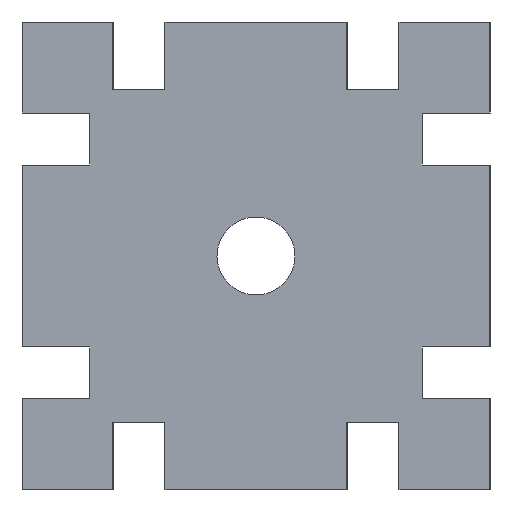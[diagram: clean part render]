
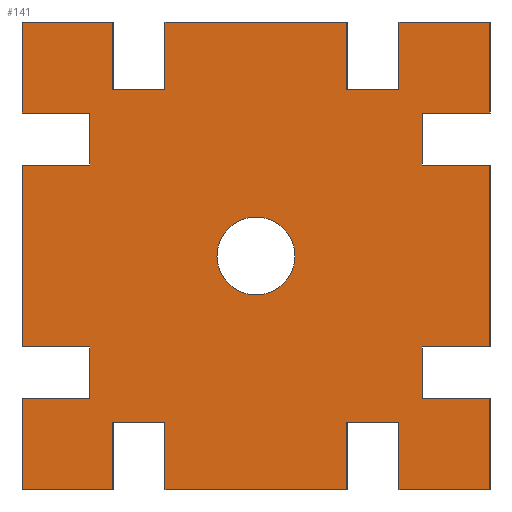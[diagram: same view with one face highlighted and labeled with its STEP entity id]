
A CAD part, left-side view. The second image highlights one B-rep face of the part: STEP entity #141.
In plain terms, the highlighted planar face has unit normal (-1, 0, 0).
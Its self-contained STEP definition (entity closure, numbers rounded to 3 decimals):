
#141=ADVANCED_FACE('',(#277,#278),#279,.F.);
#277=FACE_BOUND('',#407,.T.);
#278=FACE_OUTER_BOUND('',#408,.T.);
#279=PLANE('',#409);
#407=EDGE_LOOP('',(#721,#722));
#408=EDGE_LOOP('',(#723,#724,#725,#726,#727,#728,#729,#730,#731,#732,#733,#734,#735,#736,#737,#738,#739,#740,#741,#742,#743,#744,#745,#746,#747,#748,#749,#750,#751,#752,#753,#754,#755,#756,#757,#758));
#409=AXIS2_PLACEMENT_3D('',#759,#760,#761);
#721=ORIENTED_EDGE('',*,*,#809,.T.);
#722=ORIENTED_EDGE('',*,*,#811,.T.);
#723=ORIENTED_EDGE('',*,*,#956,.F.);
#724=ORIENTED_EDGE('',*,*,#816,.F.);
#725=ORIENTED_EDGE('',*,*,#821,.F.);
#726=ORIENTED_EDGE('',*,*,#825,.F.);
#727=ORIENTED_EDGE('',*,*,#829,.F.);
#728=ORIENTED_EDGE('',*,*,#833,.F.);
#729=ORIENTED_EDGE('',*,*,#837,.F.);
#730=ORIENTED_EDGE('',*,*,#841,.F.);
#731=ORIENTED_EDGE('',*,*,#845,.F.);
#732=ORIENTED_EDGE('',*,*,#849,.F.);
#733=ORIENTED_EDGE('',*,*,#853,.F.);
#734=ORIENTED_EDGE('',*,*,#857,.F.);
#735=ORIENTED_EDGE('',*,*,#861,.F.);
#736=ORIENTED_EDGE('',*,*,#865,.F.);
#737=ORIENTED_EDGE('',*,*,#869,.F.);
#738=ORIENTED_EDGE('',*,*,#873,.F.);
#739=ORIENTED_EDGE('',*,*,#877,.F.);
#740=ORIENTED_EDGE('',*,*,#881,.F.);
#741=ORIENTED_EDGE('',*,*,#885,.F.);
#742=ORIENTED_EDGE('',*,*,#889,.F.);
#743=ORIENTED_EDGE('',*,*,#893,.F.);
#744=ORIENTED_EDGE('',*,*,#897,.F.);
#745=ORIENTED_EDGE('',*,*,#901,.F.);
#746=ORIENTED_EDGE('',*,*,#905,.F.);
#747=ORIENTED_EDGE('',*,*,#909,.F.);
#748=ORIENTED_EDGE('',*,*,#913,.F.);
#749=ORIENTED_EDGE('',*,*,#917,.F.);
#750=ORIENTED_EDGE('',*,*,#921,.F.);
#751=ORIENTED_EDGE('',*,*,#925,.F.);
#752=ORIENTED_EDGE('',*,*,#929,.F.);
#753=ORIENTED_EDGE('',*,*,#933,.F.);
#754=ORIENTED_EDGE('',*,*,#937,.F.);
#755=ORIENTED_EDGE('',*,*,#941,.F.);
#756=ORIENTED_EDGE('',*,*,#945,.F.);
#757=ORIENTED_EDGE('',*,*,#949,.F.);
#758=ORIENTED_EDGE('',*,*,#953,.F.);
#759=CARTESIAN_POINT('',(0.0,0.,0.0));
#760=DIRECTION('',(1.0,0.0,0.0));
#761=DIRECTION('',(0.0,0.0,-1.0));
#809=EDGE_CURVE('',#962,#966,#968,.T.);
#811=EDGE_CURVE('',#966,#962,#970,.T.);
#816=EDGE_CURVE('',#976,#978,#979,.T.);
#821=EDGE_CURVE('',#984,#976,#986,.T.);
#825=EDGE_CURVE('',#990,#984,#992,.T.);
#829=EDGE_CURVE('',#996,#990,#998,.T.);
#833=EDGE_CURVE('',#1002,#996,#1004,.T.);
#837=EDGE_CURVE('',#1008,#1002,#1010,.T.);
#841=EDGE_CURVE('',#1014,#1008,#1016,.T.);
#845=EDGE_CURVE('',#1020,#1014,#1022,.T.);
#849=EDGE_CURVE('',#1026,#1020,#1028,.T.);
#853=EDGE_CURVE('',#1032,#1026,#1034,.T.);
#857=EDGE_CURVE('',#1038,#1032,#1040,.T.);
#861=EDGE_CURVE('',#1044,#1038,#1046,.T.);
#865=EDGE_CURVE('',#1050,#1044,#1052,.T.);
#869=EDGE_CURVE('',#1056,#1050,#1058,.T.);
#873=EDGE_CURVE('',#1062,#1056,#1064,.T.);
#877=EDGE_CURVE('',#1068,#1062,#1070,.T.);
#881=EDGE_CURVE('',#1074,#1068,#1076,.T.);
#885=EDGE_CURVE('',#1080,#1074,#1082,.T.);
#889=EDGE_CURVE('',#1086,#1080,#1088,.T.);
#893=EDGE_CURVE('',#1092,#1086,#1094,.T.);
#897=EDGE_CURVE('',#1098,#1092,#1100,.T.);
#901=EDGE_CURVE('',#1104,#1098,#1106,.T.);
#905=EDGE_CURVE('',#1110,#1104,#1112,.T.);
#909=EDGE_CURVE('',#1116,#1110,#1118,.T.);
#913=EDGE_CURVE('',#1122,#1116,#1124,.T.);
#917=EDGE_CURVE('',#1128,#1122,#1130,.T.);
#921=EDGE_CURVE('',#1134,#1128,#1136,.T.);
#925=EDGE_CURVE('',#1140,#1134,#1142,.T.);
#929=EDGE_CURVE('',#1146,#1140,#1148,.T.);
#933=EDGE_CURVE('',#1152,#1146,#1154,.T.);
#937=EDGE_CURVE('',#1158,#1152,#1160,.T.);
#941=EDGE_CURVE('',#1164,#1158,#1166,.T.);
#945=EDGE_CURVE('',#1170,#1164,#1172,.T.);
#949=EDGE_CURVE('',#1176,#1170,#1178,.T.);
#953=EDGE_CURVE('',#1182,#1176,#1184,.T.);
#956=EDGE_CURVE('',#978,#1182,#1187,.T.);
#962=VERTEX_POINT('',#1193);
#966=VERTEX_POINT('',#1198);
#968=CIRCLE('',#1201,7.5);
#970=CIRCLE('',#1203,7.5);
#976=VERTEX_POINT('',#1210);
#978=VERTEX_POINT('',#1213);
#979=LINE('',#1214,#1215);
#984=VERTEX_POINT('',#1222);
#986=LINE('',#1225,#1226);
#990=VERTEX_POINT('',#1231);
#992=LINE('',#1234,#1235);
#996=VERTEX_POINT('',#1240);
#998=LINE('',#1243,#1244);
#1002=VERTEX_POINT('',#1249);
#1004=LINE('',#1252,#1253);
#1008=VERTEX_POINT('',#1258);
#1010=LINE('',#1261,#1262);
#1014=VERTEX_POINT('',#1267);
#1016=LINE('',#1270,#1271);
#1020=VERTEX_POINT('',#1276);
#1022=LINE('',#1279,#1280);
#1026=VERTEX_POINT('',#1285);
#1028=LINE('',#1288,#1289);
#1032=VERTEX_POINT('',#1294);
#1034=LINE('',#1297,#1298);
#1038=VERTEX_POINT('',#1303);
#1040=LINE('',#1306,#1307);
#1044=VERTEX_POINT('',#1312);
#1046=LINE('',#1315,#1316);
#1050=VERTEX_POINT('',#1321);
#1052=LINE('',#1324,#1325);
#1056=VERTEX_POINT('',#1330);
#1058=LINE('',#1333,#1334);
#1062=VERTEX_POINT('',#1339);
#1064=LINE('',#1342,#1343);
#1068=VERTEX_POINT('',#1348);
#1070=LINE('',#1351,#1352);
#1074=VERTEX_POINT('',#1357);
#1076=LINE('',#1360,#1361);
#1080=VERTEX_POINT('',#1366);
#1082=LINE('',#1369,#1370);
#1086=VERTEX_POINT('',#1375);
#1088=LINE('',#1378,#1379);
#1092=VERTEX_POINT('',#1384);
#1094=LINE('',#1387,#1388);
#1098=VERTEX_POINT('',#1393);
#1100=LINE('',#1396,#1397);
#1104=VERTEX_POINT('',#1402);
#1106=LINE('',#1405,#1406);
#1110=VERTEX_POINT('',#1411);
#1112=LINE('',#1414,#1415);
#1116=VERTEX_POINT('',#1420);
#1118=LINE('',#1423,#1424);
#1122=VERTEX_POINT('',#1429);
#1124=LINE('',#1432,#1433);
#1128=VERTEX_POINT('',#1438);
#1130=LINE('',#1441,#1442);
#1134=VERTEX_POINT('',#1447);
#1136=LINE('',#1450,#1451);
#1140=VERTEX_POINT('',#1456);
#1142=LINE('',#1459,#1460);
#1146=VERTEX_POINT('',#1465);
#1148=LINE('',#1468,#1469);
#1152=VERTEX_POINT('',#1474);
#1154=LINE('',#1477,#1478);
#1158=VERTEX_POINT('',#1483);
#1160=LINE('',#1486,#1487);
#1164=VERTEX_POINT('',#1492);
#1166=LINE('',#1495,#1496);
#1170=VERTEX_POINT('',#1501);
#1172=LINE('',#1504,#1505);
#1176=VERTEX_POINT('',#1510);
#1178=LINE('',#1513,#1514);
#1182=VERTEX_POINT('',#1519);
#1184=LINE('',#1522,#1523);
#1187=LINE('',#1527,#1528);
#1193=CARTESIAN_POINT('',(0.0,0.0,-7.5));
#1198=CARTESIAN_POINT('',(0.0,0.,7.5));
#1201=AXIS2_PLACEMENT_3D('',#1537,#1538,#1539);
#1203=AXIS2_PLACEMENT_3D('',#1540,#1541,#1542);
#1210=CARTESIAN_POINT('',(0.0,17.5,-45.0));
#1213=CARTESIAN_POINT('',(0.0,17.5,-32.0));
#1214=CARTESIAN_POINT('',(0.0,17.5,-45.0));
#1215=VECTOR('',#1548,1.0);
#1222=CARTESIAN_POINT('',(0.0,-17.5,-45.0));
#1225=CARTESIAN_POINT('',(0.0,-17.5,-45.0));
#1226=VECTOR('',#1552,1.0);
#1231=CARTESIAN_POINT('',(0.0,-17.5,-32.0));
#1234=CARTESIAN_POINT('',(0.0,-17.5,-32.0));
#1235=VECTOR('',#1555,1.0);
#1240=CARTESIAN_POINT('',(0.0,-27.5,-32.0));
#1243=CARTESIAN_POINT('',(0.0,-27.5,-32.0));
#1244=VECTOR('',#1558,1.0);
#1249=CARTESIAN_POINT('',(0.0,-27.5,-45.0));
#1252=CARTESIAN_POINT('',(0.0,-27.5,-45.0));
#1253=VECTOR('',#1561,1.0);
#1258=CARTESIAN_POINT('',(0.0,-45.0,-45.0));
#1261=CARTESIAN_POINT('',(0.0,-45.0,-45.0));
#1262=VECTOR('',#1564,1.0);
#1267=CARTESIAN_POINT('',(0.0,-45.0,-27.5));
#1270=CARTESIAN_POINT('',(0.0,-45.0,-27.5));
#1271=VECTOR('',#1567,1.0);
#1276=CARTESIAN_POINT('',(0.0,-32.0,-27.5));
#1279=CARTESIAN_POINT('',(0.0,-32.0,-27.5));
#1280=VECTOR('',#1570,1.0);
#1285=CARTESIAN_POINT('',(0.0,-32.0,-17.5));
#1288=CARTESIAN_POINT('',(0.0,-32.0,-17.5));
#1289=VECTOR('',#1573,1.0);
#1294=CARTESIAN_POINT('',(0.0,-45.0,-17.5));
#1297=CARTESIAN_POINT('',(0.0,-45.0,-17.5));
#1298=VECTOR('',#1576,1.0);
#1303=CARTESIAN_POINT('',(0.0,-45.0,17.5));
#1306=CARTESIAN_POINT('',(0.0,-45.0,17.5));
#1307=VECTOR('',#1579,1.0);
#1312=CARTESIAN_POINT('',(0.0,-32.0,17.5));
#1315=CARTESIAN_POINT('',(0.0,-32.0,17.5));
#1316=VECTOR('',#1582,1.0);
#1321=CARTESIAN_POINT('',(0.0,-32.0,27.5));
#1324=CARTESIAN_POINT('',(0.0,-32.0,27.5));
#1325=VECTOR('',#1585,1.0);
#1330=CARTESIAN_POINT('',(0.0,-45.0,27.5));
#1333=CARTESIAN_POINT('',(0.0,-45.0,27.5));
#1334=VECTOR('',#1588,1.0);
#1339=CARTESIAN_POINT('',(0.0,-45.0,45.0));
#1342=CARTESIAN_POINT('',(0.0,-45.0,45.0));
#1343=VECTOR('',#1591,1.0);
#1348=CARTESIAN_POINT('',(0.0,-27.5,45.0));
#1351=CARTESIAN_POINT('',(0.0,-27.5,45.0));
#1352=VECTOR('',#1594,1.0);
#1357=CARTESIAN_POINT('',(0.0,-27.5,32.0));
#1360=CARTESIAN_POINT('',(0.0,-27.5,32.0));
#1361=VECTOR('',#1597,1.0);
#1366=CARTESIAN_POINT('',(0.0,-17.5,32.0));
#1369=CARTESIAN_POINT('',(0.0,-17.5,32.0));
#1370=VECTOR('',#1600,1.0);
#1375=CARTESIAN_POINT('',(0.0,-17.5,45.0));
#1378=CARTESIAN_POINT('',(0.0,-17.5,45.0));
#1379=VECTOR('',#1603,1.0);
#1384=CARTESIAN_POINT('',(0.0,17.5,45.0));
#1387=CARTESIAN_POINT('',(0.0,17.5,45.0));
#1388=VECTOR('',#1606,1.0);
#1393=CARTESIAN_POINT('',(0.0,17.5,32.0));
#1396=CARTESIAN_POINT('',(0.0,17.5,32.0));
#1397=VECTOR('',#1609,1.0);
#1402=CARTESIAN_POINT('',(0.0,27.5,32.0));
#1405=CARTESIAN_POINT('',(0.0,27.5,32.0));
#1406=VECTOR('',#1612,1.0);
#1411=CARTESIAN_POINT('',(0.0,27.5,45.0));
#1414=CARTESIAN_POINT('',(0.0,27.5,45.0));
#1415=VECTOR('',#1615,1.0);
#1420=CARTESIAN_POINT('',(0.0,45.0,45.0));
#1423=CARTESIAN_POINT('',(0.0,45.0,45.0));
#1424=VECTOR('',#1618,1.0);
#1429=CARTESIAN_POINT('',(0.0,45.0,27.5));
#1432=CARTESIAN_POINT('',(0.0,45.0,27.5));
#1433=VECTOR('',#1621,1.0);
#1438=CARTESIAN_POINT('',(0.0,32.0,27.5));
#1441=CARTESIAN_POINT('',(0.0,32.0,27.5));
#1442=VECTOR('',#1624,1.0);
#1447=CARTESIAN_POINT('',(0.0,32.0,17.5));
#1450=CARTESIAN_POINT('',(0.0,32.0,17.5));
#1451=VECTOR('',#1627,1.0);
#1456=CARTESIAN_POINT('',(0.0,45.0,17.5));
#1459=CARTESIAN_POINT('',(0.0,45.0,17.5));
#1460=VECTOR('',#1630,1.0);
#1465=CARTESIAN_POINT('',(0.0,45.0,-17.5));
#1468=CARTESIAN_POINT('',(0.0,45.0,-17.5));
#1469=VECTOR('',#1633,1.0);
#1474=CARTESIAN_POINT('',(0.0,32.0,-17.5));
#1477=CARTESIAN_POINT('',(0.0,32.0,-17.5));
#1478=VECTOR('',#1636,1.0);
#1483=CARTESIAN_POINT('',(0.0,32.0,-27.5));
#1486=CARTESIAN_POINT('',(0.0,32.0,-27.5));
#1487=VECTOR('',#1639,1.0);
#1492=CARTESIAN_POINT('',(0.0,45.0,-27.5));
#1495=CARTESIAN_POINT('',(0.0,45.0,-27.5));
#1496=VECTOR('',#1642,1.0);
#1501=CARTESIAN_POINT('',(0.0,45.0,-45.0));
#1504=CARTESIAN_POINT('',(0.0,45.0,-45.0));
#1505=VECTOR('',#1645,1.0);
#1510=CARTESIAN_POINT('',(0.0,27.5,-45.0));
#1513=CARTESIAN_POINT('',(0.0,27.5,-45.0));
#1514=VECTOR('',#1648,1.0);
#1519=CARTESIAN_POINT('',(0.0,27.5,-32.0));
#1522=CARTESIAN_POINT('',(0.0,27.5,-32.0));
#1523=VECTOR('',#1651,1.0);
#1527=CARTESIAN_POINT('',(0.0,17.5,-32.0));
#1528=VECTOR('',#1653,1.0);
#1537=CARTESIAN_POINT('',(0.0,0.0,0.0));
#1538=DIRECTION('',(1.0,0.0,0.0));
#1539=DIRECTION('',(0.0,0.0,-1.0));
#1540=CARTESIAN_POINT('',(0.0,0.0,0.0));
#1541=DIRECTION('',(1.0,0.0,0.0));
#1542=DIRECTION('',(0.0,0.0,-1.0));
#1548=DIRECTION('',(0.0,0.0,1.0));
#1552=DIRECTION('',(0.0,1.0,0.0));
#1555=DIRECTION('',(0.0,0.0,-1.0));
#1558=DIRECTION('',(0.0,1.0,0.0));
#1561=DIRECTION('',(0.0,0.0,1.0));
#1564=DIRECTION('',(0.0,1.0,0.0));
#1567=DIRECTION('',(0.0,0.0,-1.0));
#1570=DIRECTION('',(0.0,-1.0,0.0));
#1573=DIRECTION('',(0.0,0.0,-1.0));
#1576=DIRECTION('',(0.0,1.0,0.0));
#1579=DIRECTION('',(0.0,0.0,-1.0));
#1582=DIRECTION('',(0.0,-1.0,0.0));
#1585=DIRECTION('',(0.0,0.0,-1.0));
#1588=DIRECTION('',(0.0,1.0,0.0));
#1591=DIRECTION('',(0.0,0.0,-1.0));
#1594=DIRECTION('',(0.0,-1.0,0.0));
#1597=DIRECTION('',(0.0,0.0,1.0));
#1600=DIRECTION('',(0.0,-1.0,0.0));
#1603=DIRECTION('',(0.0,0.0,-1.0));
#1606=DIRECTION('',(0.0,-1.0,0.0));
#1609=DIRECTION('',(0.0,0.0,1.0));
#1612=DIRECTION('',(0.0,-1.0,0.0));
#1615=DIRECTION('',(0.0,0.0,-1.0));
#1618=DIRECTION('',(0.0,-1.0,0.0));
#1621=DIRECTION('',(0.0,0.0,1.0));
#1624=DIRECTION('',(0.0,1.0,0.0));
#1627=DIRECTION('',(0.0,0.0,1.0));
#1630=DIRECTION('',(0.0,-1.0,0.0));
#1633=DIRECTION('',(0.0,0.0,1.0));
#1636=DIRECTION('',(0.0,1.0,0.0));
#1639=DIRECTION('',(0.0,0.0,1.0));
#1642=DIRECTION('',(0.0,-1.0,0.0));
#1645=DIRECTION('',(0.0,0.0,1.0));
#1648=DIRECTION('',(0.0,1.0,0.0));
#1651=DIRECTION('',(0.0,0.0,-1.0));
#1653=DIRECTION('',(0.0,1.0,0.0));
